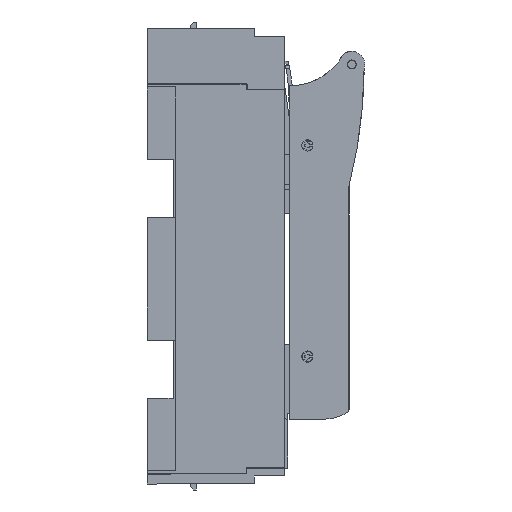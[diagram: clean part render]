
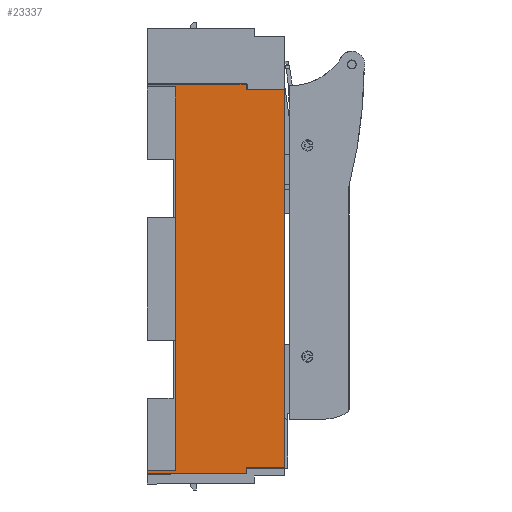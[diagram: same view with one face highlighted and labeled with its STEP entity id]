
A CAD part, left-side view. The second image highlights one B-rep face of the part: STEP entity #23337.
In plain terms, the highlighted planar face has unit normal (-1, 0, 0).
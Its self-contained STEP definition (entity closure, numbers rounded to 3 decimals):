
#23253=AXIS2_PLACEMENT_3D('Plane Axis2P3D',#23250,#23251,#23252) ;
#22875=CARTESIAN_POINT('Vertex',(-45.5,0.,-140.)) ;
#22878=CARTESIAN_POINT('Line Origine',(-45.5,0.,-139.)) ;
#22882=CARTESIAN_POINT('Vertex',(-45.5,0.,-138.)) ;
#23187=CARTESIAN_POINT('Vertex',(-45.5,-64.8,-140.)) ;
#23190=CARTESIAN_POINT('Line Origine',(-45.5,-32.4,-140.)) ;
#23250=CARTESIAN_POINT('Axis2P3D Location',(-45.5,0.,-12.5)) ;
#23255=CARTESIAN_POINT('Line Origine',(-45.5,-77.4,111.1)) ;
#23259=CARTESIAN_POINT('Vertex',(-45.5,-64.8,111.1)) ;
#23261=CARTESIAN_POINT('Vertex',(-45.5,-90.,111.1)) ;
#23264=CARTESIAN_POINT('Line Origine',(-45.5,-64.8,113.05)) ;
#23268=CARTESIAN_POINT('Vertex',(-45.5,-64.8,115.)) ;
#23271=CARTESIAN_POINT('Line Origine',(-45.5,-32.4,115.)) ;
#23275=CARTESIAN_POINT('Vertex',(-45.5,0.,115.)) ;
#23278=CARTESIAN_POINT('Line Origine',(-45.5,0.,114.)) ;
#23282=CARTESIAN_POINT('Vertex',(-45.5,0.,113.)) ;
#23285=CARTESIAN_POINT('Line Origine',(-45.5,-9.25,113.)) ;
#23289=CARTESIAN_POINT('Vertex',(-45.5,-18.5,113.)) ;
#23292=CARTESIAN_POINT('Line Origine',(-45.5,-18.5,-12.5)) ;
#23296=CARTESIAN_POINT('Vertex',(-45.5,-18.5,-138.)) ;
#23299=CARTESIAN_POINT('Line Origine',(-45.5,-9.25,-138.)) ;
#23304=CARTESIAN_POINT('Line Origine',(-45.5,-64.8,-138.05)) ;
#23308=CARTESIAN_POINT('Vertex',(-45.5,-64.8,-136.1)) ;
#23311=CARTESIAN_POINT('Line Origine',(-45.5,-77.4,-136.1)) ;
#23315=CARTESIAN_POINT('Vertex',(-45.5,-90.,-136.1)) ;
#23318=CARTESIAN_POINT('Line Origine',(-45.5,-90.,-12.5)) ;
#22879=DIRECTION('Vector Direction',(0.,0.,-1.)) ;
#23191=DIRECTION('Vector Direction',(0.,-1.,0.)) ;
#23251=DIRECTION('Axis2P3D Direction',(1.,0.,0.)) ;
#23252=DIRECTION('Axis2P3D XDirection',(0.,-1.,0.)) ;
#23256=DIRECTION('Vector Direction',(0.,-1.,0.)) ;
#23265=DIRECTION('Vector Direction',(0.,0.,1.)) ;
#23272=DIRECTION('Vector Direction',(0.,-1.,0.)) ;
#23279=DIRECTION('Vector Direction',(0.,0.,-1.)) ;
#23286=DIRECTION('Vector Direction',(0.,-1.,0.)) ;
#23293=DIRECTION('Vector Direction',(0.,0.,-1.)) ;
#23300=DIRECTION('Vector Direction',(0.,-1.,0.)) ;
#23305=DIRECTION('Vector Direction',(0.,0.,-1.)) ;
#23312=DIRECTION('Vector Direction',(0.,-1.,0.)) ;
#23319=DIRECTION('Vector Direction',(0.,0.,-1.)) ;
#22880=VECTOR('Line Direction',#22879,1.) ;
#23192=VECTOR('Line Direction',#23191,1.) ;
#23257=VECTOR('Line Direction',#23256,1.) ;
#23266=VECTOR('Line Direction',#23265,1.) ;
#23273=VECTOR('Line Direction',#23272,1.) ;
#23280=VECTOR('Line Direction',#23279,1.) ;
#23287=VECTOR('Line Direction',#23286,1.) ;
#23294=VECTOR('Line Direction',#23293,1.) ;
#23301=VECTOR('Line Direction',#23300,1.) ;
#23306=VECTOR('Line Direction',#23305,1.) ;
#23313=VECTOR('Line Direction',#23312,1.) ;
#23320=VECTOR('Line Direction',#23319,1.) ;
#23324=ORIENTED_EDGE('',*,*,#23263,.F.) ;
#23325=ORIENTED_EDGE('',*,*,#23270,.T.) ;
#23326=ORIENTED_EDGE('',*,*,#23277,.F.) ;
#23327=ORIENTED_EDGE('',*,*,#23284,.T.) ;
#23328=ORIENTED_EDGE('',*,*,#23291,.T.) ;
#23329=ORIENTED_EDGE('',*,*,#23298,.F.) ;
#23330=ORIENTED_EDGE('',*,*,#23303,.F.) ;
#23331=ORIENTED_EDGE('',*,*,#22884,.T.) ;
#23332=ORIENTED_EDGE('',*,*,#23194,.T.) ;
#23333=ORIENTED_EDGE('',*,*,#23310,.F.) ;
#23334=ORIENTED_EDGE('',*,*,#23317,.T.) ;
#23335=ORIENTED_EDGE('',*,*,#23322,.F.) ;
#23337=ADVANCED_FACE('T0663_KETO-3-1_34240_L-Gehaeuse-Gr.3',(#23336),#23254,.F.) ;
#22884=EDGE_CURVE('',#22883,#22876,#22881,.T.) ;
#23194=EDGE_CURVE('',#22876,#23188,#23193,.T.) ;
#23263=EDGE_CURVE('',#23260,#23262,#23258,.T.) ;
#23270=EDGE_CURVE('',#23260,#23269,#23267,.T.) ;
#23277=EDGE_CURVE('',#23276,#23269,#23274,.T.) ;
#23284=EDGE_CURVE('',#23276,#23283,#23281,.T.) ;
#23291=EDGE_CURVE('',#23283,#23290,#23288,.T.) ;
#23298=EDGE_CURVE('',#23297,#23290,#23295,.F.) ;
#23303=EDGE_CURVE('',#22883,#23297,#23302,.T.) ;
#23310=EDGE_CURVE('',#23309,#23188,#23307,.T.) ;
#23317=EDGE_CURVE('',#23309,#23316,#23314,.T.) ;
#23322=EDGE_CURVE('',#23262,#23316,#23321,.T.) ;
#23323=EDGE_LOOP('',(#23324,#23325,#23326,#23327,#23328,#23329,#23330,#23331,#23332,#23333,#23334,#23335)) ;
#23336=FACE_OUTER_BOUND('',#23323,.T.) ;
#22881=LINE('Line',#22878,#22880) ;
#23193=LINE('Line',#23190,#23192) ;
#23258=LINE('Line',#23255,#23257) ;
#23267=LINE('Line',#23264,#23266) ;
#23274=LINE('Line',#23271,#23273) ;
#23281=LINE('Line',#23278,#23280) ;
#23288=LINE('Line',#23285,#23287) ;
#23295=LINE('Line',#23292,#23294) ;
#23302=LINE('Line',#23299,#23301) ;
#23307=LINE('Line',#23304,#23306) ;
#23314=LINE('Line',#23311,#23313) ;
#23321=LINE('Line',#23318,#23320) ;
#23254=PLANE('Plane',#23253) ;
#22876=VERTEX_POINT('',#22875) ;
#22883=VERTEX_POINT('',#22882) ;
#23188=VERTEX_POINT('',#23187) ;
#23260=VERTEX_POINT('',#23259) ;
#23262=VERTEX_POINT('',#23261) ;
#23269=VERTEX_POINT('',#23268) ;
#23276=VERTEX_POINT('',#23275) ;
#23283=VERTEX_POINT('',#23282) ;
#23290=VERTEX_POINT('',#23289) ;
#23297=VERTEX_POINT('',#23296) ;
#23309=VERTEX_POINT('',#23308) ;
#23316=VERTEX_POINT('',#23315) ;
